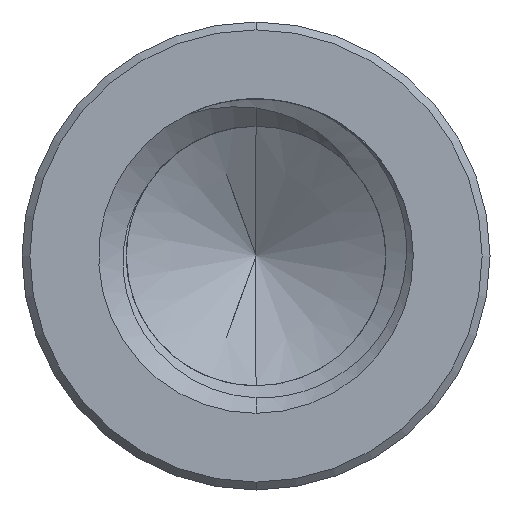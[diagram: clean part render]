
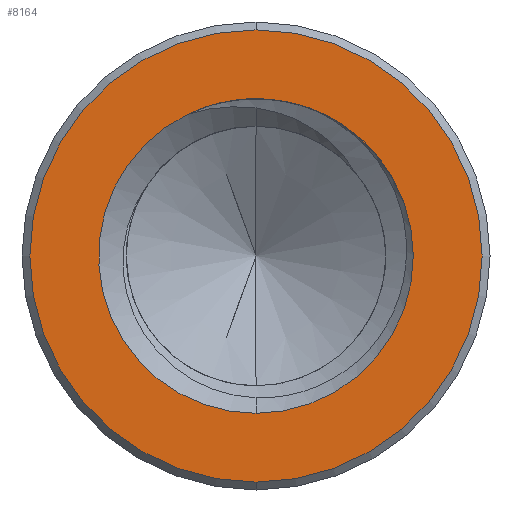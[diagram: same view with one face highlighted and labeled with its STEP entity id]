
A CAD part, front view. The second image highlights one B-rep face of the part: STEP entity #8164.
In plain terms, the highlighted planar face has unit normal (0, -1, 0).
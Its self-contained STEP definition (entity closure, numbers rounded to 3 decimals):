
#33 = CARTESIAN_POINT ( 'NONE',  ( 0., -12., -2. ) ) ;
#130 = FACE_BOUND ( 'NONE', #4430, .T. ) ;
#218 = CARTESIAN_POINT ( 'NONE',  ( 0.675, -12., 1.883 ) ) ;
#318 = PLANE ( 'NONE',  #8794 ) ;
#332 = DIRECTION ( 'NONE',  ( 0., 1., 0. ) ) ;
#390 = DIRECTION ( 'NONE',  ( 0., 1., 0. ) ) ;
#393 = VERTEX_POINT ( 'NONE', #218 ) ;
#623 = DIRECTION ( 'NONE',  ( 0., 0., 1. ) ) ;
#1243 = ORIENTED_EDGE ( 'NONE', *, *, #1283, .T. ) ;
#1283 = EDGE_CURVE ( 'NONE', #393, #8886, #1443, .T. ) ;
#1443 = CIRCLE ( 'NONE', #3887, 2. ) ;
#1646 = DIRECTION ( 'NONE',  ( 0., 0., 1. ) ) ;
#1681 = CARTESIAN_POINT ( 'NONE',  ( 0., -12., 0. ) ) ;
#2366 = CARTESIAN_POINT ( 'NONE',  ( 0., -12., 0. ) ) ;
#2513 = CARTESIAN_POINT ( 'NONE',  ( 0., -12., 0. ) ) ;
#2744 = CARTESIAN_POINT ( 'NONE',  ( 0., -12., 0. ) ) ;
#2810 = VERTEX_POINT ( 'NONE', #7230 ) ;
#3083 = DIRECTION ( 'NONE',  ( 0., -1., 0. ) ) ;
#3251 = CIRCLE ( 'NONE', #7078, 2.875 ) ;
#3362 = CIRCLE ( 'NONE', #7020, 2. ) ;
#3607 = CARTESIAN_POINT ( 'NONE',  ( 0., -12., -2.875 ) ) ;
#3887 = AXIS2_PLACEMENT_3D ( 'NONE', #1681, #332, #8798 ) ;
#4034 = EDGE_CURVE ( 'NONE', #8886, #2810, #8028, .T. ) ;
#4430 = EDGE_LOOP ( 'NONE', ( #1243, #6521, #6388 ) ) ;
#4644 = DIRECTION ( 'NONE',  ( 0., 1., 0. ) ) ;
#4775 = CARTESIAN_POINT ( 'NONE',  ( 0., -12., 2.875 ) ) ;
#4884 = DIRECTION ( 'NONE',  ( 0., -1., 0. ) ) ;
#5285 = CARTESIAN_POINT ( 'NONE',  ( 0., -12., 0. ) ) ;
#5351 = FACE_OUTER_BOUND ( 'NONE', #6185, .T. ) ;
#5756 = ORIENTED_EDGE ( 'NONE', *, *, #9099, .T. ) ;
#5929 = DIRECTION ( 'NONE',  ( 0., 0., 1. ) ) ;
#6138 = AXIS2_PLACEMENT_3D ( 'NONE', #7405, #390, #5929 ) ;
#6185 = EDGE_LOOP ( 'NONE', ( #6668, #5756 ) ) ;
#6388 = ORIENTED_EDGE ( 'NONE', *, *, #7465, .T. ) ;
#6403 = VERTEX_POINT ( 'NONE', #3607 ) ;
#6521 = ORIENTED_EDGE ( 'NONE', *, *, #4034, .T. ) ;
#6668 = ORIENTED_EDGE ( 'NONE', *, *, #7087, .T. ) ;
#7020 = AXIS2_PLACEMENT_3D ( 'NONE', #2513, #4644, #7551 ) ;
#7078 = AXIS2_PLACEMENT_3D ( 'NONE', #2366, #3083, #8060 ) ;
#7087 = EDGE_CURVE ( 'NONE', #7647, #6403, #9133, .T. ) ;
#7230 = CARTESIAN_POINT ( 'NONE',  ( -0.874, -12., 1.799 ) ) ;
#7405 = CARTESIAN_POINT ( 'NONE',  ( 0., -12., 0. ) ) ;
#7465 = EDGE_CURVE ( 'NONE', #2810, #393, #3362, .T. ) ;
#7551 = DIRECTION ( 'NONE',  ( 0., 0., 1. ) ) ;
#7647 = VERTEX_POINT ( 'NONE', #4775 ) ;
#8028 = CIRCLE ( 'NONE', #6138, 2. ) ;
#8060 = DIRECTION ( 'NONE',  ( 0., 0., 1. ) ) ;
#8164 = ADVANCED_FACE ( 'NONE', ( #130, #5351 ), #318, .F. ) ;
#8207 = AXIS2_PLACEMENT_3D ( 'NONE', #2744, #4884, #623 ) ;
#8794 = AXIS2_PLACEMENT_3D ( 'NONE', #5285, #8842, #1646 ) ;
#8798 = DIRECTION ( 'NONE',  ( 0., 0., 1. ) ) ;
#8842 = DIRECTION ( 'NONE',  ( 0., 1., 0. ) ) ;
#8886 = VERTEX_POINT ( 'NONE', #33 ) ;
#9099 = EDGE_CURVE ( 'NONE', #6403, #7647, #3251, .T. ) ;
#9133 = CIRCLE ( 'NONE', #8207, 2.875 ) ;
